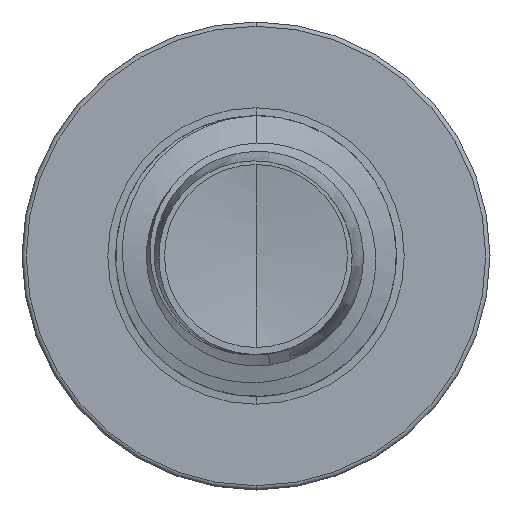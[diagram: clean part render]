
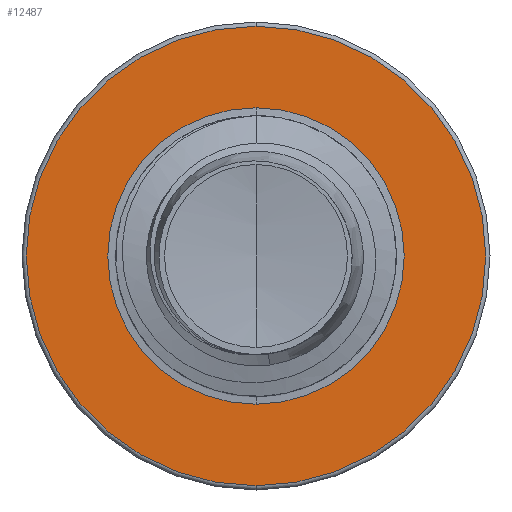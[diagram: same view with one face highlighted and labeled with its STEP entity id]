
A CAD part, front view. The second image highlights one B-rep face of the part: STEP entity #12487.
In plain terms, the highlighted planar face has unit normal (0, -1, 0).
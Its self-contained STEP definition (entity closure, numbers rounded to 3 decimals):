
#477 = CARTESIAN_POINT ( 'NONE',  ( 0., 6.5, 0. ) ) ;
#924 = CIRCLE ( 'NONE', #10573, 3.683 ) ;
#1070 = AXIS2_PLACEMENT_3D ( 'NONE', #1565, #4344, #14026 ) ;
#1565 = CARTESIAN_POINT ( 'NONE',  ( 0., 6.5, -2.375 ) ) ;
#1857 = DIRECTION ( 'NONE',  ( 0., 0., 1. ) ) ;
#2328 = DIRECTION ( 'NONE',  ( 0., 1., 0. ) ) ;
#2495 = EDGE_LOOP ( 'NONE', ( #3369, #7874 ) ) ;
#2523 = VERTEX_POINT ( 'NONE', #10088 ) ;
#2541 = CARTESIAN_POINT ( 'NONE',  ( 0., 6.5, 0. ) ) ;
#2848 = FACE_OUTER_BOUND ( 'NONE', #2495, .T. ) ;
#3300 = CIRCLE ( 'NONE', #10509, 3.683 ) ;
#3369 = ORIENTED_EDGE ( 'NONE', *, *, #4578, .F. ) ;
#3619 = VERTEX_POINT ( 'NONE', #10439 ) ;
#3927 = DIRECTION ( 'NONE',  ( 0., 0., 1. ) ) ;
#4050 = CARTESIAN_POINT ( 'NONE',  ( 0., 6.5, 2.375 ) ) ;
#4344 = DIRECTION ( 'NONE',  ( 0., 1., 0. ) ) ;
#4578 = EDGE_CURVE ( 'NONE', #3619, #16545, #3300, .T. ) ;
#5666 = AXIS2_PLACEMENT_3D ( 'NONE', #15254, #6962, #16637 ) ;
#6530 = FACE_BOUND ( 'NONE', #16293, .T. ) ;
#6863 = VERTEX_POINT ( 'NONE', #4050 ) ;
#6962 = DIRECTION ( 'NONE',  ( 0., 1., 0. ) ) ;
#7874 = ORIENTED_EDGE ( 'NONE', *, *, #8504, .F. ) ;
#8504 = EDGE_CURVE ( 'NONE', #16545, #3619, #924, .T. ) ;
#9021 = CARTESIAN_POINT ( 'NONE',  ( 0., 6.5, -3.682 ) ) ;
#10088 = CARTESIAN_POINT ( 'NONE',  ( 0., 6.5, -2.375 ) ) ;
#10154 = DIRECTION ( 'NONE',  ( 0., 1., 0. ) ) ;
#10439 = CARTESIAN_POINT ( 'NONE',  ( 0., 6.5, 3.683 ) ) ;
#10509 = AXIS2_PLACEMENT_3D ( 'NONE', #477, #10154, #1857 ) ;
#10573 = AXIS2_PLACEMENT_3D ( 'NONE', #10640, #2328, #12024 ) ;
#10640 = CARTESIAN_POINT ( 'NONE',  ( 0., 6.5, 0. ) ) ;
#11073 = CIRCLE ( 'NONE', #12307, 2.375 ) ;
#11196 = EDGE_CURVE ( 'NONE', #2523, #6863, #11073, .T. ) ;
#12024 = DIRECTION ( 'NONE',  ( 0., 0., 1. ) ) ;
#12239 = DIRECTION ( 'NONE',  ( 0., 1., 0. ) ) ;
#12307 = AXIS2_PLACEMENT_3D ( 'NONE', #2541, #12239, #3927 ) ;
#12487 = ADVANCED_FACE ( 'NONE', ( #2848, #6530 ), #16733, .F. ) ;
#12734 = EDGE_CURVE ( 'NONE', #6863, #2523, #17108, .T. ) ;
#14026 = DIRECTION ( 'NONE',  ( 0., 0., 1. ) ) ;
#15254 = CARTESIAN_POINT ( 'NONE',  ( 0., 6.5, 0. ) ) ;
#15729 = ORIENTED_EDGE ( 'NONE', *, *, #12734, .T. ) ;
#16293 = EDGE_LOOP ( 'NONE', ( #15729, #17633 ) ) ;
#16545 = VERTEX_POINT ( 'NONE', #9021 ) ;
#16637 = DIRECTION ( 'NONE',  ( 0., 0., 1. ) ) ;
#16733 = PLANE ( 'NONE',  #1070 ) ;
#17108 = CIRCLE ( 'NONE', #5666, 2.375 ) ;
#17633 = ORIENTED_EDGE ( 'NONE', *, *, #11196, .T. ) ;
